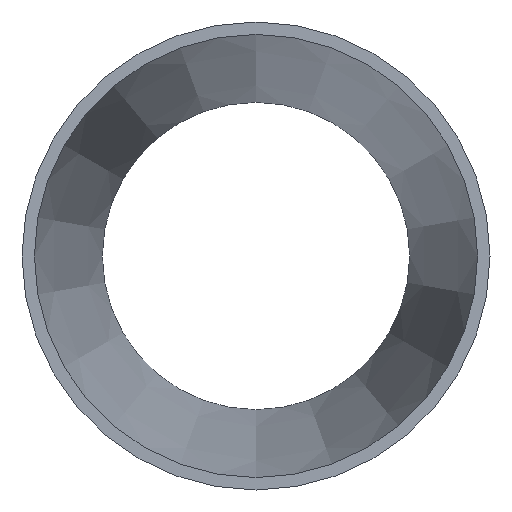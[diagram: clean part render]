
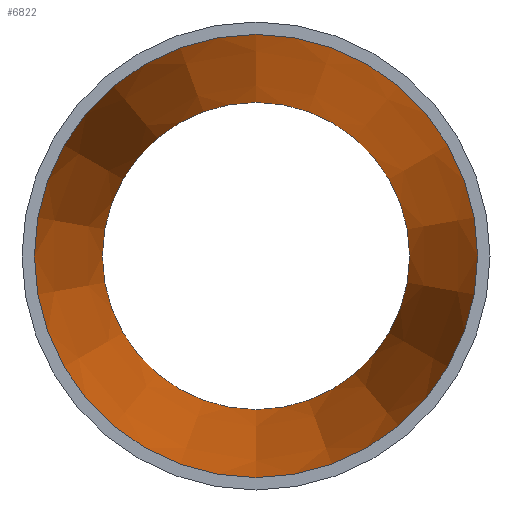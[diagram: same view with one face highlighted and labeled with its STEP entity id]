
A CAD part, front view. The second image highlights one B-rep face of the part: STEP entity #6822.
In plain terms, the highlighted conical face has half-angle 7 degrees and reference radius 36.035 mm.
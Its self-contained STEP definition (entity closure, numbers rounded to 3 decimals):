
#346 = EDGE_CURVE ( 'NONE', #2933, #2933, #13811, .T. ) ;
#2933 = VERTEX_POINT ( 'NONE', #6659 ) ;
#3056 = VERTEX_POINT ( 'NONE', #22866 ) ;
#5481 = DIRECTION ( 'NONE',  ( 0., -1., 0. ) ) ;
#6659 = CARTESIAN_POINT ( 'NONE',  ( 0., 90., -24.985 ) ) ;
#6822 = ADVANCED_FACE ( 'NONE', ( #11555, #13826 ), #11895, .F. ) ;
#6955 = AXIS2_PLACEMENT_3D ( 'NONE', #18952, #20860, #10247 ) ;
#8627 = EDGE_LOOP ( 'NONE', ( #10945 ) ) ;
#8716 = AXIS2_PLACEMENT_3D ( 'NONE', #8812, #8929, #12845 ) ;
#8812 = CARTESIAN_POINT ( 'NONE',  ( 0., 0., 0. ) ) ;
#8929 = DIRECTION ( 'NONE',  ( 0., -1., 0. ) ) ;
#9851 = CIRCLE ( 'NONE', #8716, 36.035 ) ;
#10247 = DIRECTION ( 'NONE',  ( 0., 0., -1. ) ) ;
#10761 = DIRECTION ( 'NONE',  ( 0., 0., -1. ) ) ;
#10945 = ORIENTED_EDGE ( 'NONE', *, *, #23028, .T. ) ;
#11555 = FACE_BOUND ( 'NONE', #21335, .T. ) ;
#11895 = CONICAL_SURFACE ( 'NONE', #6955, 36.035, 0.122 ) ;
#12453 = ORIENTED_EDGE ( 'NONE', *, *, #346, .F. ) ;
#12845 = DIRECTION ( 'NONE',  ( 0., 0., -1. ) ) ;
#13811 = CIRCLE ( 'NONE', #16082, 24.985 ) ;
#13826 = FACE_OUTER_BOUND ( 'NONE', #8627, .T. ) ;
#16082 = AXIS2_PLACEMENT_3D ( 'NONE', #16344, #5481, #10761 ) ;
#16344 = CARTESIAN_POINT ( 'NONE',  ( 0., 90., 0. ) ) ;
#18952 = CARTESIAN_POINT ( 'NONE',  ( 0., 0., 0. ) ) ;
#20860 = DIRECTION ( 'NONE',  ( 0., -1., 0. ) ) ;
#21335 = EDGE_LOOP ( 'NONE', ( #12453 ) ) ;
#22866 = CARTESIAN_POINT ( 'NONE',  ( 0., 0., -36.035 ) ) ;
#23028 = EDGE_CURVE ( 'NONE', #3056, #3056, #9851, .T. ) ;
